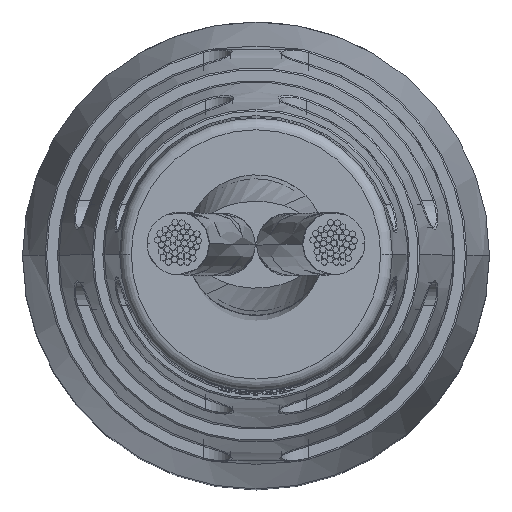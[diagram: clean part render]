
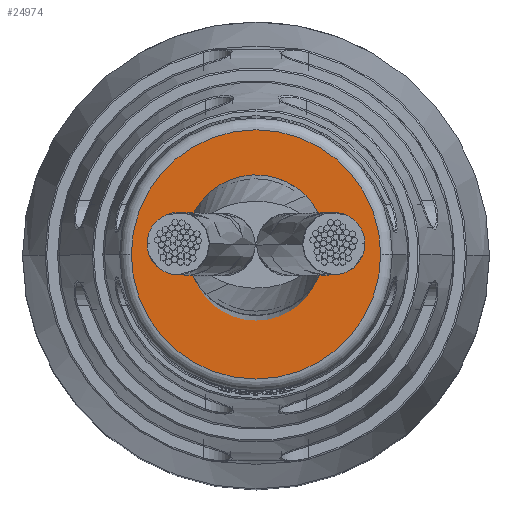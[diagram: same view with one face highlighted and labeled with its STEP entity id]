
A CAD part, top view. The second image highlights one B-rep face of the part: STEP entity #24974.
In plain terms, the highlighted face is planar.
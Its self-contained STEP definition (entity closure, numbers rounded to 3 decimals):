
#1240 = DIRECTION ( 'NONE',  ( -1., 0., 0. ) ) ;
#2070 = CARTESIAN_POINT ( 'NONE',  ( -39.254, 0., 0. ) ) ;
#2373 = CARTESIAN_POINT ( 'NONE',  ( -39.254, 3.5, 0. ) ) ;
#6081 = DIRECTION ( 'NONE',  ( 0., 1., 0. ) ) ;
#7214 = CIRCLE ( 'NONE', #11814, 3.203 ) ;
#8435 = CARTESIAN_POINT ( 'NONE',  ( -39.254, -3.203, 0. ) ) ;
#8716 = EDGE_CURVE ( 'NONE', #21204, #22623, #23763, .T. ) ;
#10416 = EDGE_LOOP ( 'NONE', ( #17698, #10798 ) ) ;
#10798 = ORIENTED_EDGE ( 'NONE', *, *, #18471, .T. ) ;
#11814 = AXIS2_PLACEMENT_3D ( 'NONE', #16473, #1240, #11904 ) ;
#11904 = DIRECTION ( 'NONE',  ( 0., 1., 0. ) ) ;
#14922 = CARTESIAN_POINT ( 'NONE',  ( -39.254, 3.203, 0. ) ) ;
#15215 = FACE_OUTER_BOUND ( 'NONE', #10416, .T. ) ;
#15542 = PLANE ( 'NONE',  #19290 ) ;
#16473 = CARTESIAN_POINT ( 'NONE',  ( -39.254, 0., 0. ) ) ;
#17610 = DIRECTION ( 'NONE',  ( 0., 1., 0. ) ) ;
#17698 = ORIENTED_EDGE ( 'NONE', *, *, #8716, .T. ) ;
#18471 = EDGE_CURVE ( 'NONE', #22623, #21204, #7214, .T. ) ;
#19222 = DIRECTION ( 'NONE',  ( -1., 0., 0. ) ) ;
#19290 = AXIS2_PLACEMENT_3D ( 'NONE', #2373, #23927, #17610 ) ;
#21204 = VERTEX_POINT ( 'NONE', #8435 ) ;
#22623 = VERTEX_POINT ( 'NONE', #14922 ) ;
#22673 = AXIS2_PLACEMENT_3D ( 'NONE', #2070, #19222, #6081 ) ;
#23763 = CIRCLE ( 'NONE', #22673, 3.203 ) ;
#23927 = DIRECTION ( 'NONE',  ( 1., 0., 0. ) ) ;
#24974 = ADVANCED_FACE ( 'NONE', ( #15215 ), #15542, .F. ) ;
